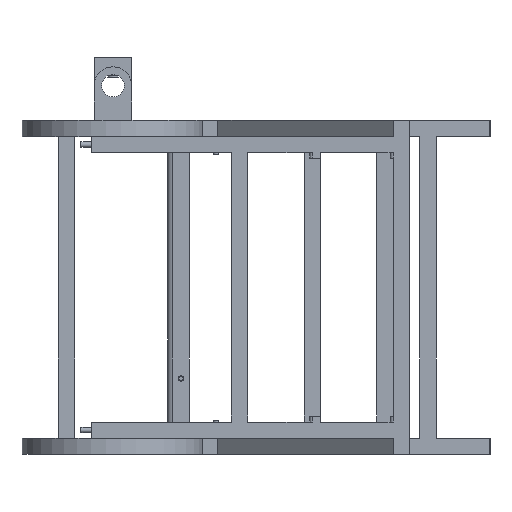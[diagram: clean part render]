
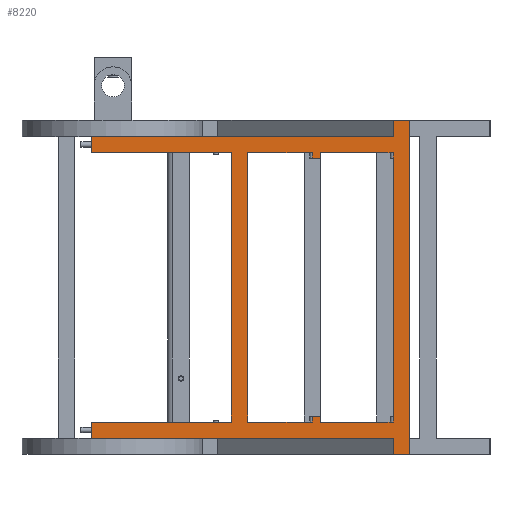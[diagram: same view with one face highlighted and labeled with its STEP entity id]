
A CAD part, left-side view. The second image highlights one B-rep face of the part: STEP entity #8220.
In plain terms, the highlighted planar face has unit normal (-1, 0, 0).
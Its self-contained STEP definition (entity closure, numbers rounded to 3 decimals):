
#1048=CARTESIAN_POINT('',(-350.,-520.,0.));
#1049=VERTEX_POINT('',#1048);
#1050=CARTESIAN_POINT('',(-350.,-550.,0.));
#1051=VERTEX_POINT('',#1050);
#1052=CARTESIAN_POINT('',(-350.,-520.,0.));
#1053=DIRECTION('',(0.,-1.,0.));
#1054=VECTOR('',#1053,30.);
#1055=LINE('',#1052,#1054);
#1056=EDGE_CURVE('',#1049,#1051,#1055,.T.);
#3072=CARTESIAN_POINT('',(-350.,-520.,-620.));
#3073=VERTEX_POINT('',#3072);
#3172=CARTESIAN_POINT('',(-350.,-550.,-620.));
#3173=VERTEX_POINT('',#3172);
#3180=CARTESIAN_POINT('',(-350.,-550.,-620.));
#3181=DIRECTION('',(0.,1.,0.));
#3182=VECTOR('',#3181,30.);
#3183=LINE('',#3180,#3182);
#3184=EDGE_CURVE('',#3173,#3073,#3183,.T.);
#7778=CARTESIAN_POINT('',(-350.,40.,-590.));
#7779=VERTEX_POINT('',#7778);
#7794=CARTESIAN_POINT('',(-350.,40.,-560.));
#7795=VERTEX_POINT('',#7794);
#7802=CARTESIAN_POINT('',(-350.,40.,-590.));
#7803=DIRECTION('',(0.,0.,1.));
#7804=VECTOR('',#7803,30.);
#7805=LINE('',#7802,#7804);
#7806=EDGE_CURVE('',#7779,#7795,#7805,.T.);
#7826=CARTESIAN_POINT('',(-350.,40.,-60.));
#7827=VERTEX_POINT('',#7826);
#7842=CARTESIAN_POINT('',(-350.,40.,-30.));
#7843=VERTEX_POINT('',#7842);
#7850=CARTESIAN_POINT('',(-350.,40.,-60.));
#7851=DIRECTION('',(0.,0.,1.));
#7852=VECTOR('',#7851,30.);
#7853=LINE('',#7850,#7852);
#7854=EDGE_CURVE('',#7827,#7843,#7853,.T.);
#7873=CARTESIAN_POINT('',(-350.,-520.,-590.));
#7874=VERTEX_POINT('',#7873);
#7875=CARTESIAN_POINT('',(-350.,-520.,-590.));
#7876=DIRECTION('',(0.,1.,0.));
#7877=VECTOR('',#7876,560.);
#7878=LINE('',#7875,#7877);
#7879=EDGE_CURVE('',#7874,#7779,#7878,.T.);
#8046=CARTESIAN_POINT('',(-350.,-255.,-310.));
#8047=DIRECTION('',(0.,1.,0.));
#8048=DIRECTION('',(-1.,0.,0.));
#8049=AXIS2_PLACEMENT_3D('',#8046,#8048,#8047);
#8050=PLANE('',#8049);
#8051=ORIENTED_EDGE('',*,*,#7806,.F.);
#8052=ORIENTED_EDGE('',*,*,#7879,.F.);
#8053=CARTESIAN_POINT('',(-350.,-520.,-590.));
#8054=DIRECTION('',(0.,0.,-1.));
#8055=VECTOR('',#8054,30.);
#8056=LINE('',#8053,#8055);
#8057=EDGE_CURVE('',#7874,#3073,#8056,.T.);
#8058=ORIENTED_EDGE('E809',*,*,#8057,.T.);
#8059=ORIENTED_EDGE('E809',*,*,#3184,.F.);
#8060=CARTESIAN_POINT('',(-350.,-550.,-620.));
#8061=DIRECTION('',(0.,0.,1.));
#8062=VECTOR('',#8061,620.);
#8063=LINE('',#8060,#8062);
#8064=EDGE_CURVE('',#3173,#1051,#8063,.T.);
#8065=ORIENTED_EDGE('E810',*,*,#8064,.T.);
#8066=ORIENTED_EDGE('E810',*,*,#1056,.F.);
#8067=CARTESIAN_POINT('',(-350.,-520.,-30.));
#8068=VERTEX_POINT('',#8067);
#8069=CARTESIAN_POINT('',(-350.,-520.,0.));
#8070=DIRECTION('',(0.,0.,-1.));
#8071=VECTOR('',#8070,30.);
#8072=LINE('',#8069,#8071);
#8073=EDGE_CURVE('',#1049,#8068,#8072,.T.);
#8074=ORIENTED_EDGE('E811',*,*,#8073,.T.);
#8075=CARTESIAN_POINT('',(-350.,-520.,-30.));
#8076=DIRECTION('',(0.,1.,0.));
#8077=VECTOR('',#8076,560.);
#8078=LINE('',#8075,#8077);
#8079=EDGE_CURVE('',#8068,#7843,#8078,.T.);
#8080=ORIENTED_EDGE('E812',*,*,#8079,.T.);
#8081=ORIENTED_EDGE('E812',*,*,#7854,.F.);
#8082=CARTESIAN_POINT('',(-350.,-220.,-60.));
#8083=VERTEX_POINT('',#8082);
#8084=CARTESIAN_POINT('',(-350.,40.,-60.));
#8085=DIRECTION('',(0.,-1.,0.));
#8086=VECTOR('',#8085,260.);
#8087=LINE('',#8084,#8086);
#8088=EDGE_CURVE('',#7827,#8083,#8087,.T.);
#8089=ORIENTED_EDGE('E813',*,*,#8088,.T.);
#8090=CARTESIAN_POINT('',(-350.,-220.,-560.));
#8091=VERTEX_POINT('',#8090);
#8092=CARTESIAN_POINT('',(-350.,-220.,-60.));
#8093=DIRECTION('',(0.,0.,-1.));
#8094=VECTOR('',#8093,500.);
#8095=LINE('',#8092,#8094);
#8096=EDGE_CURVE('',#8083,#8091,#8095,.T.);
#8097=ORIENTED_EDGE('E814',*,*,#8096,.T.);
#8098=CARTESIAN_POINT('',(-350.,-220.,-560.));
#8099=DIRECTION('',(0.,1.,0.));
#8100=VECTOR('',#8099,260.);
#8101=LINE('',#8098,#8100);
#8102=EDGE_CURVE('',#8091,#7795,#8101,.T.);
#8103=ORIENTED_EDGE('E815',*,*,#8102,.T.);
#8104=EDGE_LOOP('',(#8051,#8052,#8058,#8059,#8065,#8066,#8074,#8080,#8081,#8089,#8097,#8103));
#8105=FACE_OUTER_BOUND('',#8104,.T.);
#8106=CARTESIAN_POINT('',(-350.,-250.,-60.));
#8107=VERTEX_POINT('',#8106);
#8108=CARTESIAN_POINT('',(-350.,-370.,-60.));
#8109=VERTEX_POINT('',#8108);
#8110=CARTESIAN_POINT('',(-350.,-250.,-60.));
#8111=DIRECTION('',(0.,-1.,0.));
#8112=VECTOR('',#8111,120.);
#8113=LINE('',#8110,#8112);
#8114=EDGE_CURVE('',#8107,#8109,#8113,.T.);
#8115=ORIENTED_EDGE('E795',*,*,#8114,.T.);
#8116=CARTESIAN_POINT('',(-350.,-370.,-70.));
#8117=VERTEX_POINT('',#8116);
#8118=CARTESIAN_POINT('',(-350.,-370.,-60.));
#8119=DIRECTION('',(0.,0.,-1.));
#8120=VECTOR('',#8119,10.);
#8121=LINE('',#8118,#8120);
#8122=EDGE_CURVE('',#8109,#8117,#8121,.T.);
#8123=ORIENTED_EDGE('E796',*,*,#8122,.T.);
#8124=CARTESIAN_POINT('',(-350.,-385.,-70.));
#8125=VERTEX_POINT('',#8124);
#8126=CARTESIAN_POINT('',(-350.,-370.,-70.));
#8127=DIRECTION('',(0.,-1.,0.));
#8128=VECTOR('',#8127,15.);
#8129=LINE('',#8126,#8128);
#8130=EDGE_CURVE('',#8117,#8125,#8129,.T.);
#8131=ORIENTED_EDGE('E797',*,*,#8130,.T.);
#8132=CARTESIAN_POINT('',(-350.,-385.,-60.));
#8133=VERTEX_POINT('',#8132);
#8134=CARTESIAN_POINT('',(-350.,-385.,-70.));
#8135=DIRECTION('',(0.,0.,1.));
#8136=VECTOR('',#8135,10.);
#8137=LINE('',#8134,#8136);
#8138=EDGE_CURVE('',#8125,#8133,#8137,.T.);
#8139=ORIENTED_EDGE('E798',*,*,#8138,.T.);
#8140=CARTESIAN_POINT('',(-350.,-520.,-60.));
#8141=VERTEX_POINT('',#8140);
#8142=CARTESIAN_POINT('',(-350.,-385.,-60.));
#8143=DIRECTION('',(0.,-1.,0.));
#8144=VECTOR('',#8143,135.);
#8145=LINE('',#8142,#8144);
#8146=EDGE_CURVE('',#8133,#8141,#8145,.T.);
#8147=ORIENTED_EDGE('E799',*,*,#8146,.T.);
#8148=CARTESIAN_POINT('',(-350.,-520.,-70.));
#8149=VERTEX_POINT('',#8148);
#8150=CARTESIAN_POINT('',(-350.,-520.,-60.));
#8151=DIRECTION('',(0.,0.,-1.));
#8152=VECTOR('',#8151,10.);
#8153=LINE('',#8150,#8152);
#8154=EDGE_CURVE('',#8141,#8149,#8153,.T.);
#8155=ORIENTED_EDGE('E800',*,*,#8154,.T.);
#8156=CARTESIAN_POINT('',(-350.,-520.,-550.));
#8157=VERTEX_POINT('',#8156);
#8158=CARTESIAN_POINT('',(-350.,-520.,-70.));
#8159=DIRECTION('',(0.,0.,-1.));
#8160=VECTOR('',#8159,480.);
#8161=LINE('',#8158,#8160);
#8162=EDGE_CURVE('',#8149,#8157,#8161,.T.);
#8163=ORIENTED_EDGE('E801',*,*,#8162,.T.);
#8164=CARTESIAN_POINT('',(-350.,-520.,-560.));
#8165=VERTEX_POINT('',#8164);
#8166=CARTESIAN_POINT('',(-350.,-520.,-550.));
#8167=DIRECTION('',(0.,0.,-1.));
#8168=VECTOR('',#8167,10.);
#8169=LINE('',#8166,#8168);
#8170=EDGE_CURVE('',#8157,#8165,#8169,.T.);
#8171=ORIENTED_EDGE('E802',*,*,#8170,.T.);
#8172=CARTESIAN_POINT('',(-350.,-385.,-560.));
#8173=VERTEX_POINT('',#8172);
#8174=CARTESIAN_POINT('',(-350.,-520.,-560.));
#8175=DIRECTION('',(0.,1.,0.));
#8176=VECTOR('',#8175,135.);
#8177=LINE('',#8174,#8176);
#8178=EDGE_CURVE('',#8165,#8173,#8177,.T.);
#8179=ORIENTED_EDGE('E803',*,*,#8178,.T.);
#8180=CARTESIAN_POINT('',(-350.,-385.,-550.));
#8181=VERTEX_POINT('',#8180);
#8182=CARTESIAN_POINT('',(-350.,-385.,-560.));
#8183=DIRECTION('',(0.,0.,1.));
#8184=VECTOR('',#8183,10.);
#8185=LINE('',#8182,#8184);
#8186=EDGE_CURVE('',#8173,#8181,#8185,.T.);
#8187=ORIENTED_EDGE('E804',*,*,#8186,.T.);
#8188=CARTESIAN_POINT('',(-350.,-370.,-550.));
#8189=VERTEX_POINT('',#8188);
#8190=CARTESIAN_POINT('',(-350.,-385.,-550.));
#8191=DIRECTION('',(0.,1.,0.));
#8192=VECTOR('',#8191,15.);
#8193=LINE('',#8190,#8192);
#8194=EDGE_CURVE('',#8181,#8189,#8193,.T.);
#8195=ORIENTED_EDGE('E805',*,*,#8194,.T.);
#8196=CARTESIAN_POINT('',(-350.,-370.,-560.));
#8197=VERTEX_POINT('',#8196);
#8198=CARTESIAN_POINT('',(-350.,-370.,-550.));
#8199=DIRECTION('',(0.,0.,-1.));
#8200=VECTOR('',#8199,10.);
#8201=LINE('',#8198,#8200);
#8202=EDGE_CURVE('',#8189,#8197,#8201,.T.);
#8203=ORIENTED_EDGE('E806',*,*,#8202,.T.);
#8204=CARTESIAN_POINT('',(-350.,-250.,-560.));
#8205=VERTEX_POINT('',#8204);
#8206=CARTESIAN_POINT('',(-350.,-370.,-560.));
#8207=DIRECTION('',(0.,1.,0.));
#8208=VECTOR('',#8207,120.);
#8209=LINE('',#8206,#8208);
#8210=EDGE_CURVE('',#8197,#8205,#8209,.T.);
#8211=ORIENTED_EDGE('E807',*,*,#8210,.T.);
#8212=CARTESIAN_POINT('',(-350.,-250.,-560.));
#8213=DIRECTION('',(0.,0.,1.));
#8214=VECTOR('',#8213,500.);
#8215=LINE('',#8212,#8214);
#8216=EDGE_CURVE('',#8205,#8107,#8215,.T.);
#8217=ORIENTED_EDGE('E808',*,*,#8216,.T.);
#8218=EDGE_LOOP('',(#8115,#8123,#8131,#8139,#8147,#8155,#8163,#8171,#8179,#8187,#8195,#8203,#8211,#8217));
#8219=FACE_BOUND('',#8218,.T.);
#8220=ADVANCED_FACE('F90',(#8105,#8219),#8050,.T.);
